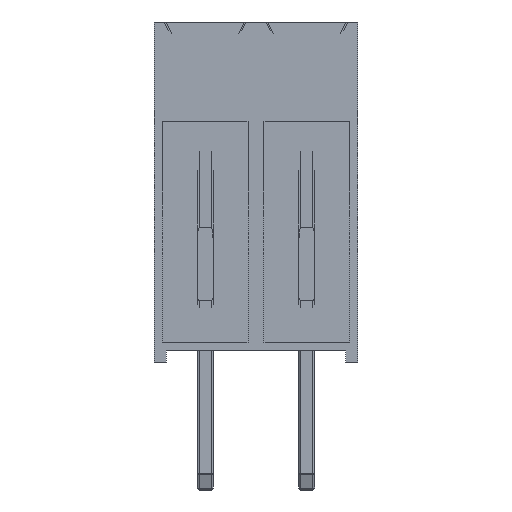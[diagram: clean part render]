
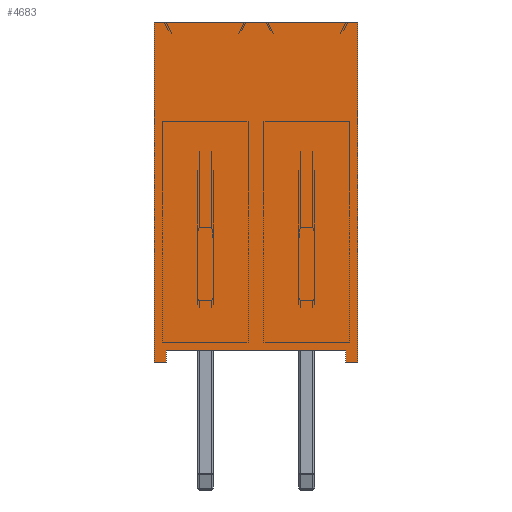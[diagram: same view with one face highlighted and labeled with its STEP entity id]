
A CAD part, left-side view. The second image highlights one B-rep face of the part: STEP entity #4683.
In plain terms, the highlighted planar face has unit normal (-1, 0, 0).
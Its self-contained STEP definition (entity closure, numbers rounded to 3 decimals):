
#710=FACE_OUTER_BOUND('',#1000,.T.);
#1000=EDGE_LOOP('',(#3060,#3061,#3062,#3063,#3064,#3065,#3066,#3067));
#1322=LINE('',#7307,#1670);
#1323=LINE('',#7310,#1671);
#1325=LINE('',#7314,#1673);
#1326=LINE('',#7316,#1674);
#1327=LINE('',#7318,#1675);
#1328=LINE('',#7320,#1676);
#1329=LINE('',#7322,#1677);
#1330=LINE('',#7323,#1678);
#1670=VECTOR('',#5686,10.);
#1671=VECTOR('',#5689,10.);
#1673=VECTOR('',#5693,10.);
#1674=VECTOR('',#5694,10.);
#1675=VECTOR('',#5695,10.);
#1676=VECTOR('',#5696,10.);
#1677=VECTOR('',#5697,10.);
#1678=VECTOR('',#5698,10.);
#2016=VERTEX_POINT('',#7303);
#2017=VERTEX_POINT('',#7305);
#2018=VERTEX_POINT('',#7309);
#2019=VERTEX_POINT('',#7313);
#2020=VERTEX_POINT('',#7315);
#2021=VERTEX_POINT('',#7317);
#2022=VERTEX_POINT('',#7319);
#2023=VERTEX_POINT('',#7321);
#2394=EDGE_CURVE('',#2016,#2017,#1322,.T.);
#2395=EDGE_CURVE('',#2018,#2016,#1323,.T.);
#2397=EDGE_CURVE('',#2017,#2019,#1325,.T.);
#2398=EDGE_CURVE('',#2019,#2020,#1326,.T.);
#2399=EDGE_CURVE('',#2020,#2021,#1327,.T.);
#2400=EDGE_CURVE('',#2021,#2022,#1328,.T.);
#2401=EDGE_CURVE('',#2023,#2022,#1329,.T.);
#2402=EDGE_CURVE('',#2018,#2023,#1330,.T.);
#3060=ORIENTED_EDGE('',*,*,#2397,.T.);
#3061=ORIENTED_EDGE('',*,*,#2398,.T.);
#3062=ORIENTED_EDGE('',*,*,#2399,.T.);
#3063=ORIENTED_EDGE('',*,*,#2400,.T.);
#3064=ORIENTED_EDGE('',*,*,#2401,.F.);
#3065=ORIENTED_EDGE('',*,*,#2402,.F.);
#3066=ORIENTED_EDGE('',*,*,#2395,.T.);
#3067=ORIENTED_EDGE('',*,*,#2394,.T.);
#4354=PLANE('',#5027);
#4683=ADVANCED_FACE('',(#710),#4354,.T.);
#5027=AXIS2_PLACEMENT_3D('',#7312,#5691,#5692);
#5686=DIRECTION('',(0.,0.,1.));
#5689=DIRECTION('',(0.,-1.,0.));
#5691=DIRECTION('center_axis',(-1.,0.,0.));
#5692=DIRECTION('ref_axis',(0.,-1.,0.));
#5693=DIRECTION('',(0.,-1.,0.));
#5694=DIRECTION('',(0.,0.,-1.));
#5695=DIRECTION('',(0.,-1.,0.));
#5696=DIRECTION('',(0.,0.,1.));
#5697=DIRECTION('',(0.,-1.,0.));
#5698=DIRECTION('',(0.,0.,1.));
#7303=CARTESIAN_POINT('',(-1.27,3.51,0.));
#7305=CARTESIAN_POINT('',(-1.27,3.51,0.3));
#7307=CARTESIAN_POINT('',(-1.27,3.51,0.));
#7309=CARTESIAN_POINT('',(-1.27,3.81,0.));
#7310=CARTESIAN_POINT('',(-1.27,3.81,0.));
#7312=CARTESIAN_POINT('Origin',(-1.27,1.27,0.));
#7313=CARTESIAN_POINT('',(-1.27,-0.97,0.3));
#7314=CARTESIAN_POINT('',(-1.27,1.27,0.3));
#7315=CARTESIAN_POINT('',(-1.27,-0.97,0.));
#7316=CARTESIAN_POINT('',(-1.27,-0.97,0.));
#7317=CARTESIAN_POINT('',(-1.27,-1.27,0.));
#7318=CARTESIAN_POINT('',(-1.27,1.27,0.));
#7319=CARTESIAN_POINT('',(-1.27,-1.27,8.5));
#7320=CARTESIAN_POINT('',(-1.27,-1.27,0.));
#7321=CARTESIAN_POINT('',(-1.27,3.81,8.5));
#7322=CARTESIAN_POINT('',(-1.27,3.81,8.5));
#7323=CARTESIAN_POINT('',(-1.27,3.81,0.));
